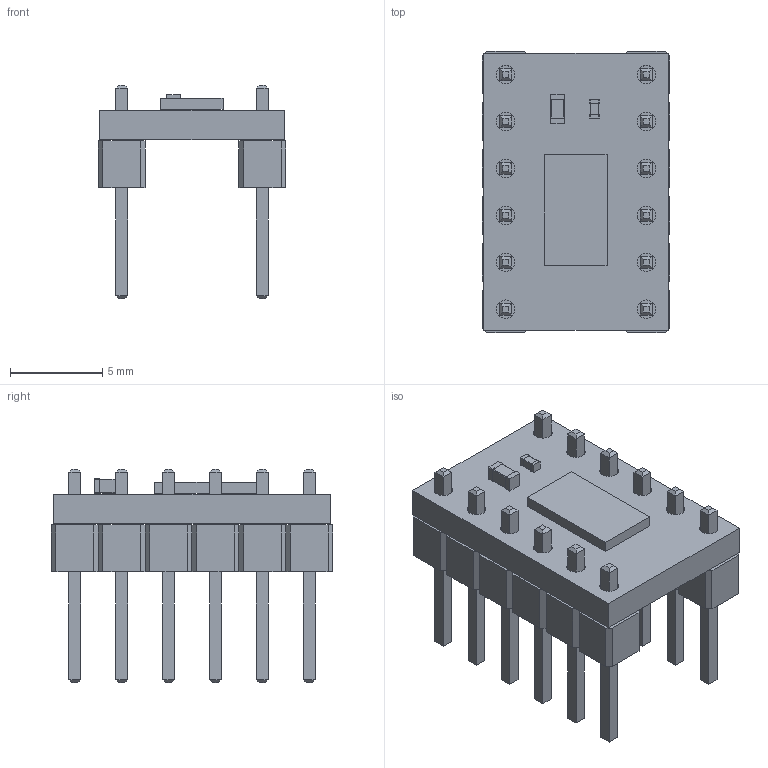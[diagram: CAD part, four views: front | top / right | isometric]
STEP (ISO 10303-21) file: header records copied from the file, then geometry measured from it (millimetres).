
FILE_DESCRIPTION(('KiCad electronic assembly'),'2;1');
FILE_NAME('DRV.step','2025-04-01T00:42:52',('Pcbnew'),('Kicad'), 'Open CASCADE STEP processor 7.8','KiCad to STEP converter','Unknown' );
FILE_SCHEMA(('AUTOMOTIVE_DESIGN { 1 0 10303 214 1 1 1 1 }'));
Length unit declared in the file: millimetre
Products named in the file (10): DRV 1; DRV8835 v1; C_0402_1005Metric; C_0603_1608Metric; PinHeader_1x06_P2.54mm_Vertical; PinHeader_1x06_P254mm_Vertical; DRV_PCB
Assembly tree (10 placements, depth 3):
  DRV 1
    DRV8835 v1
      DRV8835 v1
    C_0402_1005Metric
      C_0402_1005Metric
    C_0603_1608Metric
      C_0603_1608Metric
    PinHeader_1x06_P2.54mm_Vertical  x2
      PinHeader_1x06_P254mm_Vertical
    DRV_PCB
Bounding box: 10.16 x 15.24 x 11.54 mm (x, y, z)
Volume: 474.6 mm3; surface area: 1092 mm2
Topology: 6 solids, 6 shells, 376 faces, 912 edges, 576 vertices
Faces by surface type: plane 340, cylinder 36
Full cylindrical faces by diameter (mm): 1 x12
Entity records: 8245 total; most frequent: CARTESIAN_POINT 1153, ORIENTED_EDGE 1116, DIRECTION 1108, EDGE_CURVE 558, LINE 486, VECTOR 486, VERTEX_POINT 356, AXIS2_PLACEMENT_3D 311
